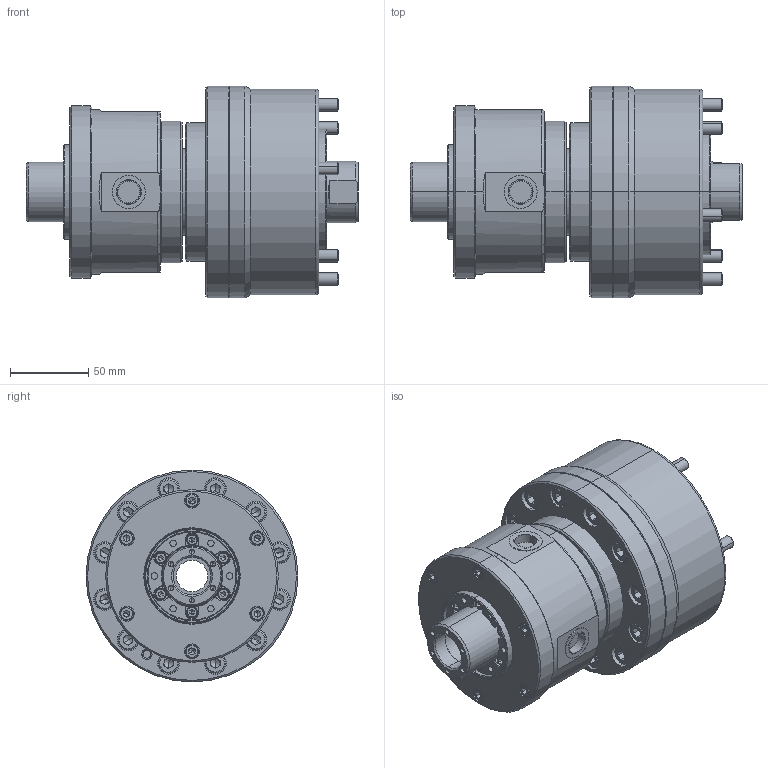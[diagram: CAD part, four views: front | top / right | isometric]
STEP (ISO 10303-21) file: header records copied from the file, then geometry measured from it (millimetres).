
FILE_DESCRIPTION (( 'STEP AP203' ), '1' );
FILE_NAME ('CF-RC-100.STEP', '2022-08-29T05:35:06', ( '' ), ( '' ), 'SwSTEP 2.0', 'SolidWorks 2020', '' );
FILE_SCHEMA (( 'CONFIG_CONTROL_DESIGN' ));
Length unit declared in the file: millimetre
Products named in the file (12): 圓頭內六角螺栓_M8x25; CF-RC-08-02000; 圓頭內六角螺栓_M8x75; CF-RC-08-01000; CF-RC-100; 塑膠管塞_PT3_8; CF-RC-08-07000; CF-RC-06-01000; 圓頭內六角螺栓_M5x12; CF-RC-06-02000; 圓頭內六角螺栓_M4x10; CF-RC-06-03000
Assembly tree (33 placements, depth 2):
  CF-RC-100
    CF-RC-06-01000
    CF-RC-06-02000
    CF-RC-06-03000
    CF-RC-08-02000
    CF-RC-08-01000
    塑膠管塞_PT3_8  x3
    CF-RC-08-07000
    圓頭內六角螺栓_M5x12  x6
    圓頭內六角螺栓_M4x10  x6
    圓頭內六角螺栓_M8x25  x6
    圓頭內六角螺栓_M8x75  x6
Bounding box: 211.5 x 135 x 135 mm (x, y, z)
Volume: 1506255 mm3; surface area: 313384.2 mm2
Topology: 33 solids, 33 shells, 1187 faces, 2711 edges, 1615 vertices
Faces by surface type: plane 484, cylinder 377, cone 307, torus 19
Entity records: 20954 total; most frequent: DIRECTION 3609, CARTESIAN_POINT 3414, ORIENTED_EDGE 2986, EDGE_CURVE 1493, AXIS2_PLACEMENT_3D 1470, VERTEX_POINT 931, EDGE_LOOP 836, CIRCLE 767
